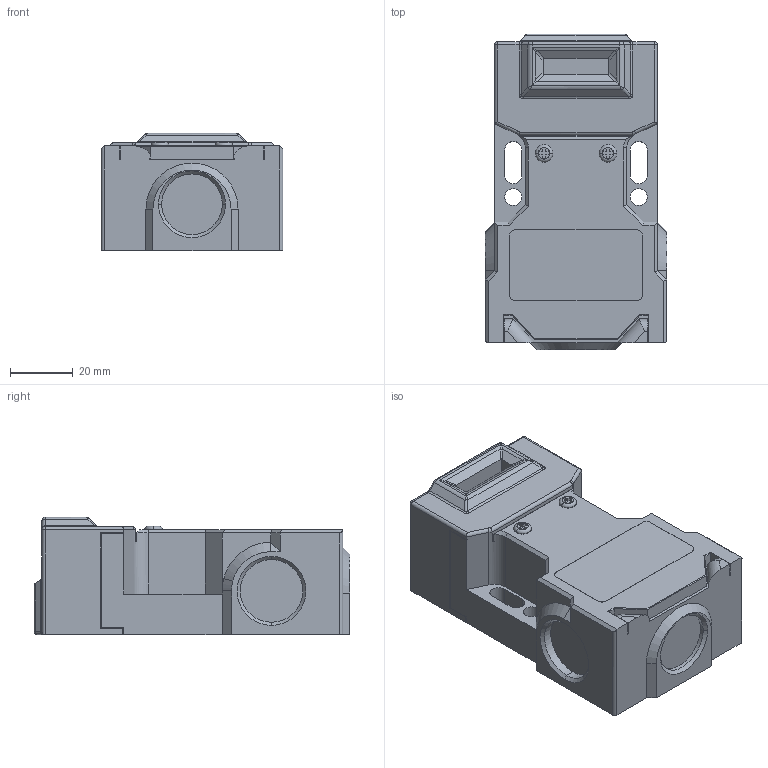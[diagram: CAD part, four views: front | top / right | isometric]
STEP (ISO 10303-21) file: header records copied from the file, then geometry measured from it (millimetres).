
FILE_DESCRIPTION (( 'STEP AP214' ), '1' );
FILE_NAME ('KP-200008-SS.STEP', '2014-06-19T15:49:32', ( '' ), ( '' ), 'SwSTEP 2.0', 'SolidWorks 2013', '' );
FILE_SCHEMA (( 'AUTOMOTIVE_DESIGN' ));
Length unit declared in the file: millimetre
Products named in the file (1): KP-200008-SS
Bounding box: 58 x 100.75 x 37.5 mm (x, y, z)
Volume: 157756.7 mm3; surface area: 25448.6 mm2
Topology: 1 solids, 1 shells, 297 faces, 766 edges, 472 vertices
Faces by surface type: plane 177, cylinder 81, bspline 14, torus 12, cone 9, sphere 4
Entity records: 11249 total; most frequent: CARTESIAN_POINT 2342, ORIENTED_EDGE 1524, DIRECTION 1388, EDGE_CURVE 762, VECTOR 500, LINE 500, VERTEX_POINT 472, AXIS2_PLACEMENT_3D 444
